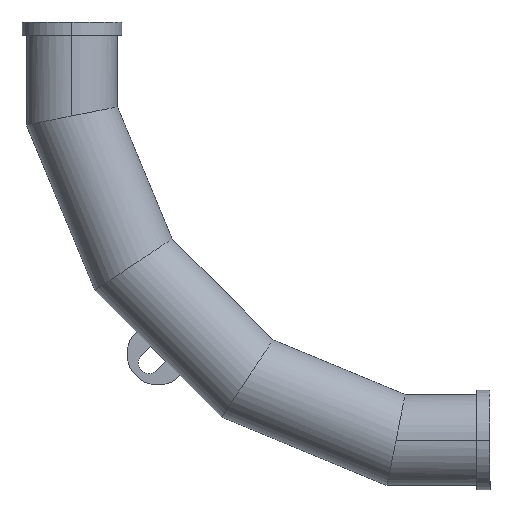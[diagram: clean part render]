
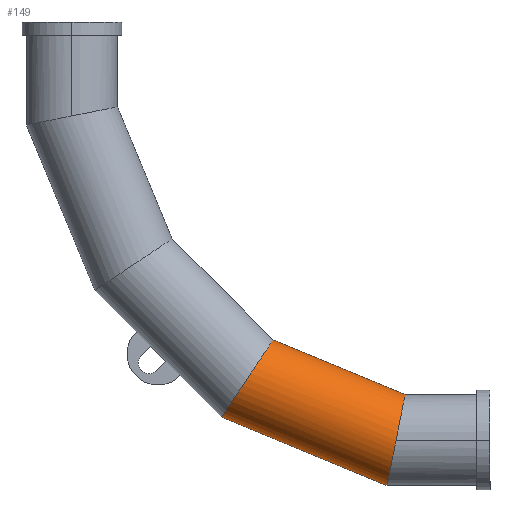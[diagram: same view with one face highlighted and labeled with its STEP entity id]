
A CAD part, left-side view. The second image highlights one B-rep face of the part: STEP entity #149.
In plain terms, the highlighted cylindrical face has radius 84.15 mm (diameter 168.3 mm), a partial arc.
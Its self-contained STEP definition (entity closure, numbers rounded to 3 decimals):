
#14 = VERTEX_POINT ( 'NONE', #859 ) ;
#69 =( BOUNDED_CURVE ( )  B_SPLINE_CURVE ( 3, ( #146, #332, #662, #829 ),
 .UNSPECIFIED., .F., .F. ) 
 B_SPLINE_CURVE_WITH_KNOTS ( ( 4, 4 ),
 ( 3.142, 6.283 ),
 .UNSPECIFIED. ) 
 CURVE ( )  GEOMETRIC_REPRESENTATION_ITEM ( )  RATIONAL_B_SPLINE_CURVE ( ( 1., 0.333, 0.333, 1. ) ) 
 REPRESENTATION_ITEM ( '' )  );
#86 = EDGE_CURVE ( 'Defeatured_0_15+Defeatured_0_14+Defeatured_0_14+Defeatured_0_14', #1991, #996, #1724, .T. ) ;
#99 = VERTEX_POINT ( 'NONE', #1536 ) ;
#137 = CYLINDRICAL_SURFACE ( 'NONE', #749, 84.15 ) ;
#141 = CARTESIAN_POINT ( 'NONE',  ( -84.15, -600.816, -775. ) ) ;
#146 = CARTESIAN_POINT ( 'NONE',  ( 0., -277.492, -732.158 ) ) ;
#149 = ADVANCED_FACE ( 'Defeatured_0_15', ( #369 ), #137, .T. ) ;
#185 = CARTESIAN_POINT ( 'NONE',  ( 0., -292.956, -738.564 ) ) ;
#205 = ORIENTED_EDGE ( 'NONE', *, *, #1510, .T. ) ;
#218 = CARTESIAN_POINT ( 'NONE',  ( -84.15, -600.816, -775. ) ) ;
#242 = CARTESIAN_POINT ( 'NONE',  ( -49.294, -584.077, -859.15 ) ) ;
#301 = DIRECTION ( 'NONE',  ( 0., -0.924, -0.383 ) ) ;
#332 = CARTESIAN_POINT ( 'NONE',  ( -168.3, -277.492, -732.158 ) ) ;
#357 = VECTOR ( 'NONE', #460, 1000. ) ;
#369 = FACE_OUTER_BOUND ( 'NONE', #682, .T. ) ;
#390 = CARTESIAN_POINT ( 'NONE',  ( -84.15, -591.011, -824.294 ) ) ;
#423 = ORIENTED_EDGE ( 'NONE', *, *, #819, .F. ) ;
#460 = DIRECTION ( 'NONE',  ( 0., -0.924, -0.383 ) ) ;
#502 = ORIENTED_EDGE ( 'NONE', *, *, #1032, .F. ) ;
#524 = VECTOR ( 'NONE', #301, 1000. ) ;
#597 = DIRECTION ( 'NONE',  ( 0., -0.383, 0.924 ) ) ;
#628 = CARTESIAN_POINT ( 'NONE',  ( 0., -357.362, -583.075 ) ) ;
#662 = CARTESIAN_POINT ( 'NONE',  ( -168.3, -372.826, -589.48 ) ) ;
#682 = EDGE_LOOP ( 'NONE', ( #423, #1994, #1366, #205, #502 ) ) ;
#747 = CARTESIAN_POINT ( 'NONE',  ( -84.15, -600.816, -775. ) ) ;
#749 = AXIS2_PLACEMENT_3D ( 'NONE', #1265, #1706, #597 ) ;
#792 = LINE ( 'NONE', #628, #357 ) ;
#819 = EDGE_CURVE ( 'Defeatured_0_10+Defeatured_0_15+Defeatured_0_15+Defeatured_0_15', #14, #1401, #69, .T. ) ;
#829 = CARTESIAN_POINT ( 'NONE',  ( 0., -372.826, -589.48 ) ) ;
#859 = CARTESIAN_POINT ( 'NONE',  ( 0., -277.492, -732.158 ) ) ;
#996 = VERTEX_POINT ( 'NONE', #141 ) ;
#1032 = EDGE_CURVE ( 'NONE', #1401, #99, #792, .T. ) ;
#1069 = CARTESIAN_POINT ( 'NONE',  ( 0., -584.077, -859.15 ) ) ;
#1135 = CARTESIAN_POINT ( 'NONE',  ( 0., -372.826, -589.48 ) ) ;
#1206 =( BOUNDED_CURVE ( )  B_SPLINE_CURVE ( 3, ( #218, #1346, #1976, #1358 ),
 .UNSPECIFIED., .F., .F. ) 
 B_SPLINE_CURVE_WITH_KNOTS ( ( 4, 4 ),
 ( 4.712, 6.283 ),
 .UNSPECIFIED. ) 
 CURVE ( )  GEOMETRIC_REPRESENTATION_ITEM ( )  RATIONAL_B_SPLINE_CURVE ( ( 1., 0.805, 0.805, 1. ) ) 
 REPRESENTATION_ITEM ( '' )  );
#1265 = CARTESIAN_POINT ( 'NONE',  ( 0., -325.159, -660.819 ) ) ;
#1346 = CARTESIAN_POINT ( 'NONE',  ( -84.15, -610.621, -725.706 ) ) ;
#1353 = EDGE_CURVE ( 'NONE', #14, #1991, #1613, .T. ) ;
#1358 = CARTESIAN_POINT ( 'NONE',  ( 0., -617.554, -690.85 ) ) ;
#1366 = ORIENTED_EDGE ( 'NONE', *, *, #86, .T. ) ;
#1401 = VERTEX_POINT ( 'NONE', #1135 ) ;
#1510 = EDGE_CURVE ( 'Defeatured_0_15+Defeatured_0_14+Defeatured_0_14+Defeatured_0_14', #996, #99, #1206, .T. ) ;
#1536 = CARTESIAN_POINT ( 'NONE',  ( 0., -617.554, -690.85 ) ) ;
#1613 = LINE ( 'NONE', #185, #524 ) ;
#1706 = DIRECTION ( 'NONE',  ( 0., -0.924, -0.383 ) ) ;
#1724 =( BOUNDED_CURVE ( )  B_SPLINE_CURVE ( 3, ( #1069, #242, #390, #747 ),
 .UNSPECIFIED., .F., .F. ) 
 B_SPLINE_CURVE_WITH_KNOTS ( ( 4, 4 ),
 ( 3.142, 4.712 ),
 .UNSPECIFIED. ) 
 CURVE ( )  GEOMETRIC_REPRESENTATION_ITEM ( )  RATIONAL_B_SPLINE_CURVE ( ( 1., 0.805, 0.805, 1. ) ) 
 REPRESENTATION_ITEM ( '' )  );
#1925 = CARTESIAN_POINT ( 'NONE',  ( 0., -584.077, -859.15 ) ) ;
#1976 = CARTESIAN_POINT ( 'NONE',  ( -49.294, -617.554, -690.85 ) ) ;
#1991 = VERTEX_POINT ( 'NONE', #1925 ) ;
#1994 = ORIENTED_EDGE ( 'NONE', *, *, #1353, .T. ) ;
